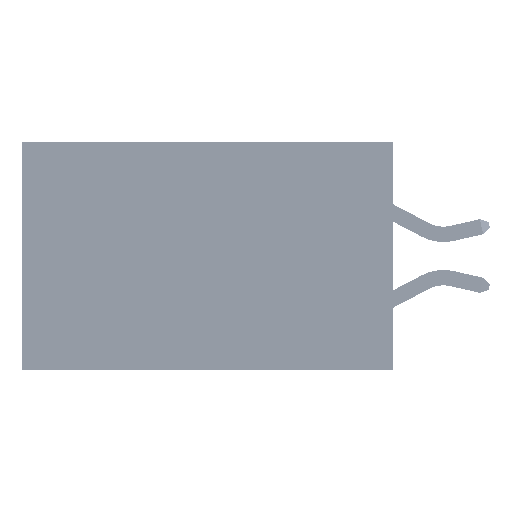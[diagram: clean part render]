
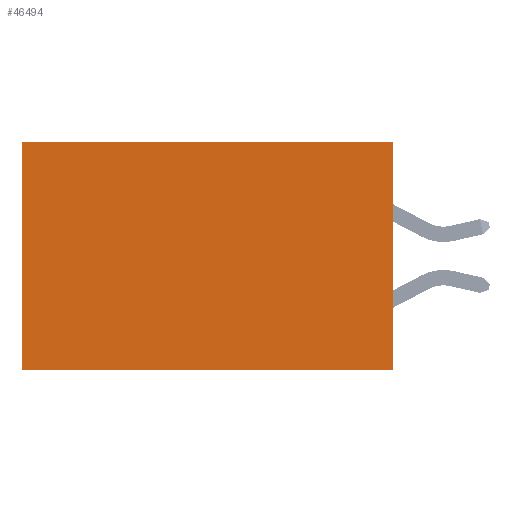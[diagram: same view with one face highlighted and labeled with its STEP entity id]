
A CAD part, left-side view. The second image highlights one B-rep face of the part: STEP entity #46494.
In plain terms, the highlighted planar face has unit normal (-1, 0, 0).
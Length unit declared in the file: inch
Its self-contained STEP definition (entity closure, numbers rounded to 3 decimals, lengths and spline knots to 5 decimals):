
#5714 = VERTEX_POINT ( 'NONE', #19094 ) ;
#6272 = EDGE_CURVE ( 'NONE', #40976, #5714, #24589, .T. ) ;
#7082 = EDGE_CURVE ( 'NONE', #5714, #30719, #39323, .T. ) ;
#8145 = FACE_OUTER_BOUND ( 'NONE', #37226, .T. ) ;
#9308 = DIRECTION ( 'NONE',  ( 0., 1., 0. ) ) ;
#9856 = VECTOR ( 'NONE', #40608, 39.37008 ) ;
#10373 = EDGE_CURVE ( 'NONE', #38158, #30719, #41941, .T. ) ;
#10735 = PLANE ( 'NONE',  #32987 ) ;
#11441 = ORIENTED_EDGE ( 'NONE', *, *, #33271, .F. ) ;
#11647 = ORIENTED_EDGE ( 'NONE', *, *, #7082, .T. ) ;
#12041 = ORIENTED_EDGE ( 'NONE', *, *, #10373, .F. ) ;
#13357 = CARTESIAN_POINT ( 'NONE',  ( 0.2875, 0.6, -0.37 ) ) ;
#15996 = ORIENTED_EDGE ( 'NONE', *, *, #6272, .T. ) ;
#16413 = DIRECTION ( 'NONE',  ( 0., 0., -1. ) ) ;
#19094 = CARTESIAN_POINT ( 'NONE',  ( 0.2875, 0.6, 0. ) ) ;
#20415 = CARTESIAN_POINT ( 'NONE',  ( 0.2875, 0.6, 0. ) ) ;
#21917 = DIRECTION ( 'NONE',  ( 0., 0., -1. ) ) ;
#24589 = LINE ( 'NONE', #30493, #42845 ) ;
#25944 = CARTESIAN_POINT ( 'NONE',  ( 0.2875, 0., 0. ) ) ;
#29096 = VECTOR ( 'NONE', #16413, 39.37008 ) ;
#29119 = CARTESIAN_POINT ( 'NONE',  ( 0.2875, 0., 0. ) ) ;
#30493 = CARTESIAN_POINT ( 'NONE',  ( 0.2875, 0., 0. ) ) ;
#30719 = VERTEX_POINT ( 'NONE', #13357 ) ;
#31624 = CARTESIAN_POINT ( 'NONE',  ( 0.2875, 0., -0.37 ) ) ;
#31987 = CARTESIAN_POINT ( 'NONE',  ( 0.2875, 0., 0. ) ) ;
#32987 = AXIS2_PLACEMENT_3D ( 'NONE', #29119, #40062, #21917 ) ;
#33087 = CARTESIAN_POINT ( 'NONE',  ( 0.2875, 0., -0.37 ) ) ;
#33271 = EDGE_CURVE ( 'NONE', #40976, #38158, #35536, .T. ) ;
#34150 = DIRECTION ( 'NONE',  ( 0., 1., 0. ) ) ;
#35536 = LINE ( 'NONE', #25944, #9856 ) ;
#37226 = EDGE_LOOP ( 'NONE', ( #11647, #12041, #11441, #15996 ) ) ;
#37933 = VECTOR ( 'NONE', #9308, 39.37008 ) ;
#38158 = VERTEX_POINT ( 'NONE', #33087 ) ;
#39323 = LINE ( 'NONE', #20415, #29096 ) ;
#40062 = DIRECTION ( 'NONE',  ( 1., 0., 0. ) ) ;
#40608 = DIRECTION ( 'NONE',  ( 0., 0., -1. ) ) ;
#40976 = VERTEX_POINT ( 'NONE', #31987 ) ;
#41941 = LINE ( 'NONE', #31624, #37933 ) ;
#42845 = VECTOR ( 'NONE', #34150, 39.37008 ) ;
#46494 = ADVANCED_FACE ( 'NONE', ( #8145 ), #10735, .F. ) ;
